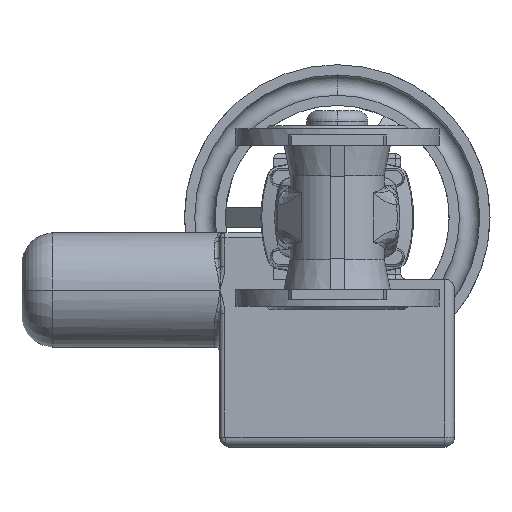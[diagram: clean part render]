
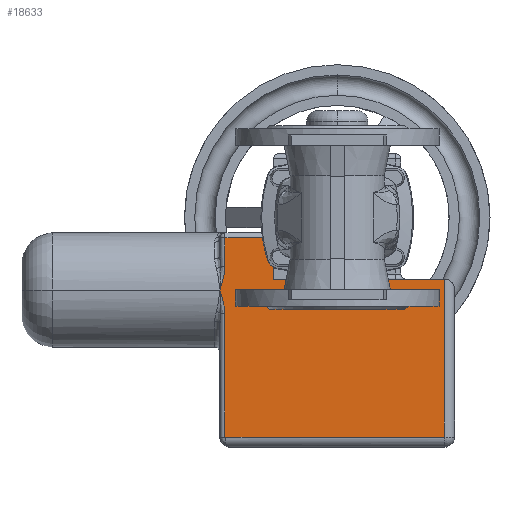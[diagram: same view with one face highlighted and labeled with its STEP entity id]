
A CAD part, front view. The second image highlights one B-rep face of the part: STEP entity #18633.
In plain terms, the highlighted planar face has unit normal (0, -1, 0).
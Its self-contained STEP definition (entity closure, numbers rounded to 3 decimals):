
#273 = VERTEX_POINT ( 'NONE', #5318 ) ;
#305 = VERTEX_POINT ( 'NONE', #4884 ) ;
#332 = VERTEX_POINT ( 'NONE', #4723 ) ;
#396 = VERTEX_POINT ( 'NONE', #4910 ) ;
#461 = VERTEX_POINT ( 'NONE', #4964 ) ;
#3829 = VERTEX_POINT ( 'NONE', #5253 ) ;
#3884 = VERTEX_POINT ( 'NONE', #5136 ) ;
#3983 = VERTEX_POINT ( 'NONE', #23259 ) ;
#4038 = VERTEX_POINT ( 'NONE', #23485 ) ;
#4061 = VERTEX_POINT ( 'NONE', #23492 ) ;
#4079 = VERTEX_POINT ( 'NONE', #23537 ) ;
#4132 = VERTEX_POINT ( 'NONE', #23466 ) ;
#4723 = CARTESIAN_POINT ( 'NONE',  ( -110.25, 247., -215.64 ) ) ;
#4884 = CARTESIAN_POINT ( 'NONE',  ( -110.25, 247., -48.066 ) ) ;
#4910 = CARTESIAN_POINT ( 'NONE',  ( 105.25, 247., -60.5 ) ) ;
#4964 = CARTESIAN_POINT ( 'NONE',  ( 105.25, 247., -215.64 ) ) ;
#5136 = CARTESIAN_POINT ( 'NONE',  ( 15.684, 247., -60.5 ) ) ;
#5253 = CARTESIAN_POINT ( 'NONE',  ( 0., 247., -62.5 ) ) ;
#5318 = CARTESIAN_POINT ( 'NONE',  ( -15.684, 247., -60.5 ) ) ;
#7167 = ORIENTED_EDGE ( 'NONE', *, *, #20303, .T. ) ;
#7220 = ORIENTED_EDGE ( 'NONE', *, *, #20291, .T. ) ;
#7222 = ORIENTED_EDGE ( 'NONE', *, *, #20616, .T. ) ;
#7235 = ORIENTED_EDGE ( 'NONE', *, *, #20546, .T. ) ;
#7257 = ORIENTED_EDGE ( 'NONE', *, *, #20565, .T. ) ;
#7290 = ORIENTED_EDGE ( 'NONE', *, *, #20268, .T. ) ;
#7313 = ORIENTED_EDGE ( 'NONE', *, *, #20548, .T. ) ;
#7317 = ORIENTED_EDGE ( 'NONE', *, *, #20482, .T. ) ;
#7318 = ORIENTED_EDGE ( 'NONE', *, *, #20357, .T. ) ;
#7323 = ORIENTED_EDGE ( 'NONE', *, *, #20734, .T. ) ;
#7441 = ORIENTED_EDGE ( 'NONE', *, *, #20719, .T. ) ;
#7473 = ORIENTED_EDGE ( 'NONE', *, *, #20354, .T. ) ;
#11023 = CIRCLE ( 'NONE', #13007, 62.5 ) ;
#11032 = LINE ( 'NONE', #24064, #11034 ) ;
#11034 = VECTOR ( 'NONE', #24075, 1000. ) ;
#11056 = LINE ( 'NONE', #23887, #11059 ) ;
#11059 = VECTOR ( 'NONE', #23886, 1000. ) ;
#11127 = LINE ( 'NONE', #24430, #11128 ) ;
#11128 = VECTOR ( 'NONE', #24434, 1000. ) ;
#11156 = LINE ( 'NONE', #25248, #11180 ) ;
#11159 = LINE ( 'NONE', #25089, #11160 ) ;
#11160 = VECTOR ( 'NONE', #25102, 1000. ) ;
#11161 = LINE ( 'NONE', #25062, #11163 ) ;
#11163 = VECTOR ( 'NONE', #25068, 1000. ) ;
#11180 = VECTOR ( 'NONE', #23773, 1000. ) ;
#11218 = CIRCLE ( 'NONE', #12978, 62.5 ) ;
#11289 = LINE ( 'NONE', #17616, #11293 ) ;
#11293 = VECTOR ( 'NONE', #17615, 1000. ) ;
#11314 = LINE ( 'NONE', #17668, #11319 ) ;
#11319 = VECTOR ( 'NONE', #17712, 1000. ) ;
#11843 = B_SPLINE_CURVE_WITH_KNOTS ( 'NONE', 3,
 ( #24455, #24450, #24401, #24397, #24395, #24394, #24392, #24390, #24388, #24386, #24379, #24377, #24376, #24372, #24370, #24344 ),
 .UNSPECIFIED., .F., .F.,
 ( 4, 2, 2, 2, 2, 2, 2, 4 ),
 ( 0., 0.003, 0.006, 0.012, 0.018, 0.021, 0.022, 0.024 ),
 .UNSPECIFIED. ) ;
#11857 = B_SPLINE_CURVE_WITH_KNOTS ( 'NONE', 3,
 ( #23892, #23891, #23883, #23882, #23881, #23880, #23878, #23877, #23876, #23875, #23874, #23873 ),
 .UNSPECIFIED., .F., .F.,
 ( 4, 2, 2, 2, 2, 4 ),
 ( 0., 0.006, 0.012, 0.018, 0.021, 0.024 ),
 .UNSPECIFIED. ) ;
#12978 = AXIS2_PLACEMENT_3D ( 'NONE', #17964, #17963, #17962 ) ;
#13007 = AXIS2_PLACEMENT_3D ( 'NONE', #24118, #24116, #24114 ) ;
#16433 = FACE_OUTER_BOUND ( 'NONE', #20826, .T. ) ;
#16866 = DIRECTION ( 'NONE',  ( 0., 0., -1. ) ) ;
#16867 = DIRECTION ( 'NONE',  ( 0., 1., 0. ) ) ;
#16869 = PLANE ( 'NONE',  #19867 ) ;
#16873 = CARTESIAN_POINT ( 'NONE',  ( 0., 247., 0. ) ) ;
#17615 = DIRECTION ( 'NONE',  ( 1., 0., 0. ) ) ;
#17616 = CARTESIAN_POINT ( 'NONE',  ( 115.25, 247., -215.64 ) ) ;
#17668 = CARTESIAN_POINT ( 'NONE',  ( -110.25, 247., -215.64 ) ) ;
#17712 = DIRECTION ( 'NONE',  ( 0., 0., -1. ) ) ;
#17962 = DIRECTION ( 'NONE',  ( 0., 0., 1. ) ) ;
#17963 = DIRECTION ( 'NONE',  ( 0., 1., 0. ) ) ;
#17964 = CARTESIAN_POINT ( 'NONE',  ( 0., 247., 0. ) ) ;
#18633 = ADVANCED_FACE ( 'NONE', ( #16433 ), #16869, .F. ) ;
#19867 = AXIS2_PLACEMENT_3D ( 'NONE', #16873, #16867, #16866 ) ;
#20268 = EDGE_CURVE ( 'NONE', #305, #3983, #11843, .T. ) ;
#20291 = EDGE_CURVE ( 'NONE', #3884, #3829, #11023, .T. ) ;
#20303 = EDGE_CURVE ( 'NONE', #273, #4132, #11032, .T. ) ;
#20354 = EDGE_CURVE ( 'NONE', #4079, #4038, #11056, .T. ) ;
#20357 = EDGE_CURVE ( 'NONE', #3983, #4061, #11857, .T. ) ;
#20482 = EDGE_CURVE ( 'NONE', #4038, #305, #11127, .T. ) ;
#20546 = EDGE_CURVE ( 'NONE', #4132, #4079, #11159, .T. ) ;
#20548 = EDGE_CURVE ( 'NONE', #396, #3884, #11161, .T. ) ;
#20565 = EDGE_CURVE ( 'NONE', #461, #396, #11156, .T. ) ;
#20616 = EDGE_CURVE ( 'NONE', #3829, #273, #11218, .T. ) ;
#20719 = EDGE_CURVE ( 'NONE', #332, #461, #11289, .T. ) ;
#20734 = EDGE_CURVE ( 'NONE', #4061, #332, #11314, .T. ) ;
#20826 = EDGE_LOOP ( 'NONE', ( #7220, #7222, #7167, #7235, #7473, #7317, #7290, #7318, #7323, #7441, #7257, #7313 ) ) ;
#23259 = CARTESIAN_POINT ( 'NONE',  ( -115.25, 247., -71.25 ) ) ;
#23466 = CARTESIAN_POINT ( 'NONE',  ( -62.5, 247., -60.5 ) ) ;
#23485 = CARTESIAN_POINT ( 'NONE',  ( -110.25, 247., -20. ) ) ;
#23492 = CARTESIAN_POINT ( 'NONE',  ( -110.25, 247., -94.434 ) ) ;
#23537 = CARTESIAN_POINT ( 'NONE',  ( -62.5, 247., -20. ) ) ;
#23773 = DIRECTION ( 'NONE',  ( 0., 0., 1. ) ) ;
#23873 = CARTESIAN_POINT ( 'NONE',  ( -110.25, 247., -94.434 ) ) ;
#23874 = CARTESIAN_POINT ( 'NONE',  ( -110.25, 247., -93.433 ) ) ;
#23875 = CARTESIAN_POINT ( 'NONE',  ( -110.3, 247., -92.441 ) ) ;
#23876 = CARTESIAN_POINT ( 'NONE',  ( -110.473, 247., -90.467 ) ) ;
#23877 = CARTESIAN_POINT ( 'NONE',  ( -110.596, 247., -89.486 ) ) ;
#23878 = CARTESIAN_POINT ( 'NONE',  ( -111.047, 247., -86.555 ) ) ;
#23880 = CARTESIAN_POINT ( 'NONE',  ( -111.457, 247., -84.619 ) ) ;
#23881 = CARTESIAN_POINT ( 'NONE',  ( -112.402, 247., -80.766 ) ) ;
#23882 = CARTESIAN_POINT ( 'NONE',  ( -112.938, 247., -78.851 ) ) ;
#23883 = CARTESIAN_POINT ( 'NONE',  ( -114.065, 247., -75.042 ) ) ;
#23886 = DIRECTION ( 'NONE',  ( -1., 0., 0. ) ) ;
#23887 = CARTESIAN_POINT ( 'NONE',  ( 0., 247., -20. ) ) ;
#23891 = CARTESIAN_POINT ( 'NONE',  ( -114.658, 247., -73.146 ) ) ;
#23892 = CARTESIAN_POINT ( 'NONE',  ( -115.25, 247., -71.25 ) ) ;
#24064 = CARTESIAN_POINT ( 'NONE',  ( -115.25, 247., -60.5 ) ) ;
#24075 = DIRECTION ( 'NONE',  ( -1., 0., 0. ) ) ;
#24114 = DIRECTION ( 'NONE',  ( 0., 0., 1. ) ) ;
#24116 = DIRECTION ( 'NONE',  ( 0., 1., 0. ) ) ;
#24118 = CARTESIAN_POINT ( 'NONE',  ( 0., 247., 0. ) ) ;
#24344 = CARTESIAN_POINT ( 'NONE',  ( -115.25, 247., -71.25 ) ) ;
#24370 = CARTESIAN_POINT ( 'NONE',  ( -115.103, 247., -70.778 ) ) ;
#24372 = CARTESIAN_POINT ( 'NONE',  ( -114.954, 247., -70.302 ) ) ;
#24376 = CARTESIAN_POINT ( 'NONE',  ( -114.659, 247., -69.354 ) ) ;
#24377 = CARTESIAN_POINT ( 'NONE',  ( -114.512, 247., -68.88 ) ) ;
#24379 = CARTESIAN_POINT ( 'NONE',  ( -114.073, 247., -67.456 ) ) ;
#24386 = CARTESIAN_POINT ( 'NONE',  ( -113.784, 247., -66.506 ) ) ;
#24388 = CARTESIAN_POINT ( 'NONE',  ( -112.938, 247., -63.649 ) ) ;
#24390 = CARTESIAN_POINT ( 'NONE',  ( -112.402, 247., -61.734 ) ) ;
#24392 = CARTESIAN_POINT ( 'NONE',  ( -111.457, 247., -57.881 ) ) ;
#24394 = CARTESIAN_POINT ( 'NONE',  ( -111.047, 247., -55.945 ) ) ;
#24395 = CARTESIAN_POINT ( 'NONE',  ( -110.596, 247., -53.014 ) ) ;
#24397 = CARTESIAN_POINT ( 'NONE',  ( -110.473, 247., -52.033 ) ) ;
#24401 = CARTESIAN_POINT ( 'NONE',  ( -110.3, 247., -50.059 ) ) ;
#24430 = CARTESIAN_POINT ( 'NONE',  ( -110.25, 247., -71.25 ) ) ;
#24434 = DIRECTION ( 'NONE',  ( 0., 0., -1. ) ) ;
#24450 = CARTESIAN_POINT ( 'NONE',  ( -110.25, 247., -49.067 ) ) ;
#24455 = CARTESIAN_POINT ( 'NONE',  ( -110.25, 247., -48.066 ) ) ;
#25062 = CARTESIAN_POINT ( 'NONE',  ( -115.25, 247., -60.5 ) ) ;
#25068 = DIRECTION ( 'NONE',  ( -1., 0., 0. ) ) ;
#25089 = CARTESIAN_POINT ( 'NONE',  ( -62.5, 247., -15. ) ) ;
#25102 = DIRECTION ( 'NONE',  ( 0., 0., 1. ) ) ;
#25248 = CARTESIAN_POINT ( 'NONE',  ( 105.25, 247., -60.5 ) ) ;
